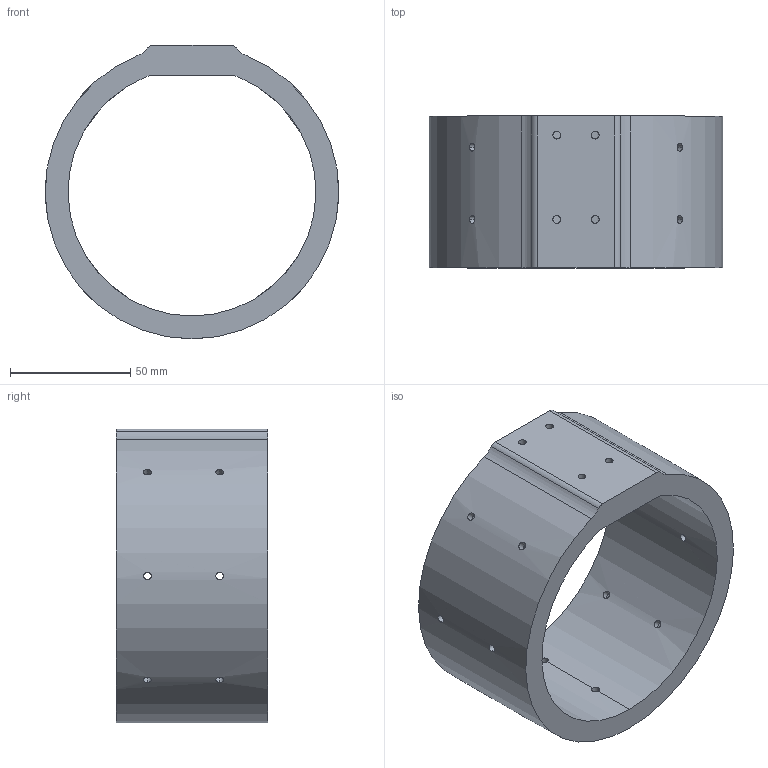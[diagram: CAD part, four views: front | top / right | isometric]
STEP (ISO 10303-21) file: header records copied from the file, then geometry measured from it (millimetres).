
FILE_DESCRIPTION (( 'STEP AP203' ), '1' );
FILE_NAME ('Bottle_reinforcement.STEP', '2024-10-09T15:59:29', ( '' ), ( '' ), 'SwSTEP 2.0', 'SolidWorks 2024', '' );
FILE_SCHEMA (( 'CONFIG_CONTROL_DESIGN' ));
Length unit declared in the file: millimetre
Products named in the file (1): Bottle_reinforcement
Bounding box: 122 x 63 x 122 mm (x, y, z)
Volume: 154008.2 mm3; surface area: 94472.6 mm2
Topology: 1 solids, 1 shells, 92 faces, 288 edges, 192 vertices
Faces by surface type: cylinder 86, plane 6
Entity records: 6341 total; most frequent: CARTESIAN_POINT 3801, ORIENTED_EDGE 576, DIRECTION 374, EDGE_CURVE 288, VERTEX_POINT 192, EDGE_LOOP 160, B_SPLINE_CURVE_WITH_KNOTS 144, AXIS2_PLACEMENT_3D 137
